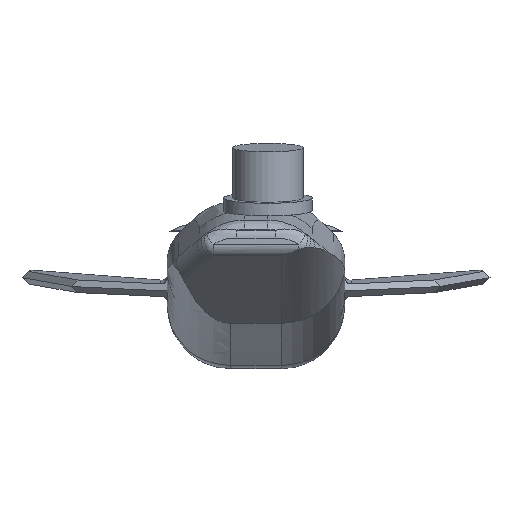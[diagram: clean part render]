
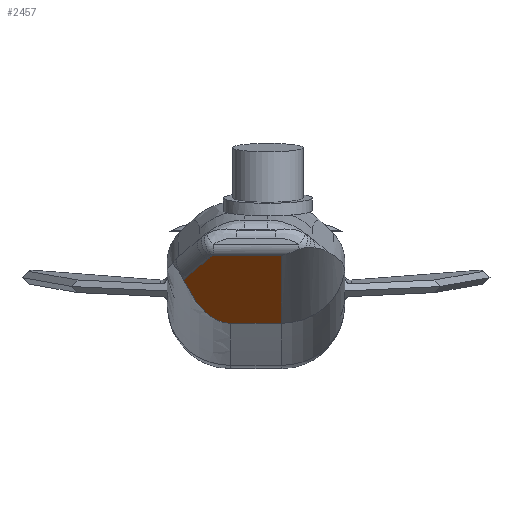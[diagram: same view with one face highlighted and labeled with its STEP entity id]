
A CAD part, left-side view. The second image highlights one B-rep face of the part: STEP entity #2457.
In plain terms, the highlighted planar face has unit normal (-0.518, 0, -0.855).
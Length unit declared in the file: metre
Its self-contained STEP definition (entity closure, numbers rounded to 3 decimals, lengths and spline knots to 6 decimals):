
#60=ELLIPSE('',#2674,0.006474,0.004);
#62=ELLIPSE('',#2678,0.003237,0.002);
#152=B_SPLINE_CURVE_WITH_KNOTS('',3,(#3589,#3590,#3591,#3592,#3593,#3594,
#3595,#3596,#3597),.UNSPECIFIED.,.F.,.F.,(4,1,1,1,1,1,4),(0.,0.001967,
0.003933,0.004916,0.0059,0.006883,
0.007866),.UNSPECIFIED.);
#173=B_SPLINE_CURVE_WITH_KNOTS('',3,(#3868,#3869,#3870,#3871),
 .UNSPECIFIED.,.F.,.F.,(4,4),(0.,0.000178),
 .UNSPECIFIED.);
#212=LINE('',#3765,#436);
#214=LINE('',#3840,#438);
#217=LINE('',#3894,#441);
#288=LINE('',#4139,#512);
#436=VECTOR('',#2977,1.);
#438=VECTOR('',#2999,1.);
#441=VECTOR('',#3022,1.);
#512=VECTOR('',#3145,1.);
#889=ORIENTED_EDGE('',*,*,#1483,.T.);
#890=ORIENTED_EDGE('',*,*,#1389,.T.);
#891=ORIENTED_EDGE('',*,*,#1568,.T.);
#892=ORIENTED_EDGE('',*,*,#1452,.T.);
#893=ORIENTED_EDGE('',*,*,#1468,.T.);
#894=ORIENTED_EDGE('',*,*,#1475,.T.);
#895=ORIENTED_EDGE('',*,*,#1478,.T.);
#896=ORIENTED_EDGE('',*,*,#1481,.T.);
#1389=EDGE_CURVE('',#1762,#1761,#152,.T.);
#1452=EDGE_CURVE('',#1802,#1811,#212,.T.);
#1468=EDGE_CURVE('',#1811,#1822,#214,.F.);
#1475=EDGE_CURVE('',#1822,#1826,#173,.T.);
#1478=EDGE_CURVE('',#1826,#1828,#60,.F.);
#1481=EDGE_CURVE('',#1828,#1830,#217,.F.);
#1483=EDGE_CURVE('',#1830,#1762,#62,.F.);
#1568=EDGE_CURVE('',#1761,#1802,#288,.T.);
#1761=VERTEX_POINT('',#3588);
#1762=VERTEX_POINT('',#3598);
#1802=VERTEX_POINT('',#3736);
#1811=VERTEX_POINT('',#3766);
#1822=VERTEX_POINT('',#3841);
#1826=VERTEX_POINT('',#3867);
#1828=VERTEX_POINT('',#3887);
#1830=VERTEX_POINT('',#3893);
#2070=EDGE_LOOP('',(#889,#890,#891,#892,#893,#894,#895,#896));
#2223=FACE_BOUND('',#2070,.T.);
#2343=PLANE('',#2702);
#2457=ADVANCED_FACE('',(#2223),#2343,.F.);
#2674=AXIS2_PLACEMENT_3D('',#3888,#3015,#3016);
#2678=AXIS2_PLACEMENT_3D('',#3908,#3025,#3026);
#2702=AXIS2_PLACEMENT_3D('',#4138,#3143,#3144);
#2977=DIRECTION('',(-0.855,0.,0.518));
#2999=DIRECTION('',(0.,-1.,0.));
#3015=DIRECTION('',(0.518,0.,0.855));
#3016=DIRECTION('',(-0.855,0.,0.518));
#3022=DIRECTION('',(-0.728,-0.526,0.441));
#3025=DIRECTION('',(0.518,0.,0.855));
#3026=DIRECTION('',(-0.855,0.,0.518));
#3143=DIRECTION('',(0.518,0.,0.855));
#3144=DIRECTION('',(0.855,0.,-0.518));
#3145=DIRECTION('',(0.,-1.,0.));
#3588=CARTESIAN_POINT('',(0.012665,0.002,0.024591));
#3589=CARTESIAN_POINT('',(0.007055,0.005695,0.02799));
#3590=CARTESIAN_POINT('',(0.007604,0.005547,0.027658));
#3591=CARTESIAN_POINT('',(0.00869,0.005214,0.026999));
#3592=CARTESIAN_POINT('',(0.010014,0.00468,0.026197));
#3593=CARTESIAN_POINT('',(0.011042,0.004123,0.025574));
#3594=CARTESIAN_POINT('',(0.011758,0.00362,0.02514));
#3595=CARTESIAN_POINT('',(0.012411,0.00297,0.024745));
#3596=CARTESIAN_POINT('',(0.012665,0.002331,0.024591));
#3597=CARTESIAN_POINT('',(0.012665,0.002,0.024591));
#3598=CARTESIAN_POINT('',(0.007055,0.005695,0.02799));
#3736=CARTESIAN_POINT('',(0.012665,-0.002,0.024591));
#3765=CARTESIAN_POINT('',(0.004421,-0.002,0.029587));
#3766=CARTESIAN_POINT('',(0.003831,-0.002,0.029945));
#3840=CARTESIAN_POINT('',(0.003831,-0.007,0.029945));
#3841=CARTESIAN_POINT('',(0.003831,0.003378,0.029945));
#3867=CARTESIAN_POINT('',(0.003944,0.003498,0.029876));
#3868=CARTESIAN_POINT('',(0.003831,0.003378,0.029945));
#3869=CARTESIAN_POINT('',(0.003865,0.003422,0.029924));
#3870=CARTESIAN_POINT('',(0.003903,0.003462,0.029901));
#3871=CARTESIAN_POINT('',(0.003944,0.003498,0.029876));
#3887=CARTESIAN_POINT('',(0.004273,0.003757,0.029677));
#3888=CARTESIAN_POINT('',(0.008188,0.000929,0.027304));
#3893=CARTESIAN_POINT('',(0.006566,0.005414,0.028287));
#3894=CARTESIAN_POINT('',(0.021624,0.016293,0.019161));
#3908=CARTESIAN_POINT('',(0.008524,0.004,0.0271));
#4138=CARTESIAN_POINT('',(0.004421,-0.007,0.029587));
#4139=CARTESIAN_POINT('',(0.012665,0.,0.024591));
